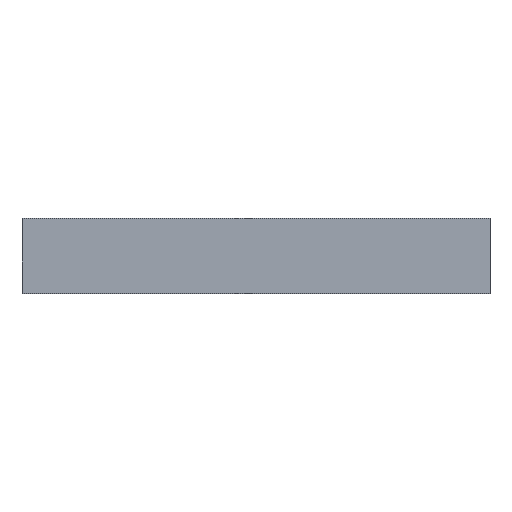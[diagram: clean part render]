
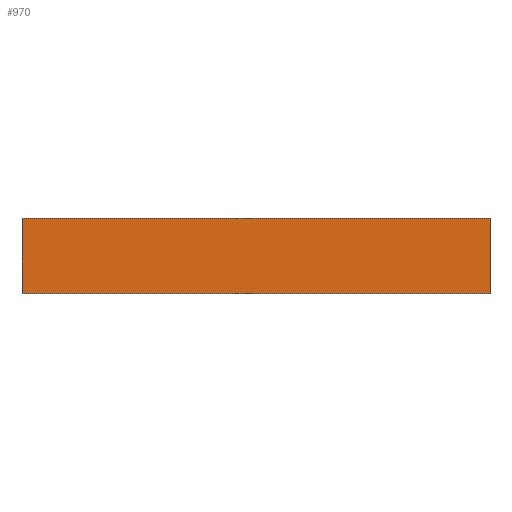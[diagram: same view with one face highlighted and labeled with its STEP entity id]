
A CAD part, top view. The second image highlights one B-rep face of the part: STEP entity #970.
In plain terms, the highlighted planar face has unit normal (0, 0, 1).
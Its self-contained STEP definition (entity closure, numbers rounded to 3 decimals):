
#25 = CARTESIAN_POINT ( 'NONE',  ( 200., 0., 0. ) ) ;
#28 = CARTESIAN_POINT ( 'NONE',  ( 0., 32., 0. ) ) ;
#105 = CARTESIAN_POINT ( 'NONE',  ( 0., 0., 0. ) ) ;
#185 = DIRECTION ( 'NONE',  ( 0., -1., 0. ) ) ;
#246 = EDGE_CURVE ( 'NONE', #465, #719, #1030, .T. ) ;
#292 = VECTOR ( 'NONE', #741, 1000. ) ;
#335 = DIRECTION ( 'NONE',  ( 0., 0., -1. ) ) ;
#422 = DIRECTION ( 'NONE',  ( 0., 1., 0. ) ) ;
#465 = VERTEX_POINT ( 'NONE', #538 ) ;
#489 = VECTOR ( 'NONE', #715, 1000. ) ;
#522 = EDGE_CURVE ( 'NONE', #627, #1054, #858, .T. ) ;
#525 = AXIS2_PLACEMENT_3D ( 'NONE', #954, #335, #422 ) ;
#538 = CARTESIAN_POINT ( 'NONE',  ( 200., 32., 0. ) ) ;
#572 = EDGE_CURVE ( 'NONE', #719, #1054, #1063, .T. ) ;
#591 = ORIENTED_EDGE ( 'NONE', *, *, #522, .F. ) ;
#627 = VERTEX_POINT ( 'NONE', #974 ) ;
#634 = FACE_OUTER_BOUND ( 'NONE', #654, .T. ) ;
#638 = ORIENTED_EDGE ( 'NONE', *, *, #572, .T. ) ;
#651 = CARTESIAN_POINT ( 'NONE',  ( 200., 0., 0. ) ) ;
#654 = EDGE_LOOP ( 'NONE', ( #638, #591, #796, #1050 ) ) ;
#668 = EDGE_CURVE ( 'NONE', #465, #627, #1128, .T. ) ;
#691 = DIRECTION ( 'NONE',  ( -1., 0., 0. ) ) ;
#715 = DIRECTION ( 'NONE',  ( -1., 0., 0. ) ) ;
#719 = VERTEX_POINT ( 'NONE', #28 ) ;
#741 = DIRECTION ( 'NONE',  ( 0., -1., 0. ) ) ;
#796 = ORIENTED_EDGE ( 'NONE', *, *, #668, .F. ) ;
#833 = VECTOR ( 'NONE', #185, 1000. ) ;
#858 = LINE ( 'NONE', #25, #489 ) ;
#869 = PLANE ( 'NONE',  #525 ) ;
#884 = CARTESIAN_POINT ( 'NONE',  ( 0., 0., 0. ) ) ;
#925 = VECTOR ( 'NONE', #691, 1000. ) ;
#954 = CARTESIAN_POINT ( 'NONE',  ( 200., 0., 0. ) ) ;
#970 = ADVANCED_FACE ( 'NONE', ( #634 ), #869, .F. ) ;
#974 = CARTESIAN_POINT ( 'NONE',  ( 200., 0., 0. ) ) ;
#1030 = LINE ( 'NONE', #1118, #925 ) ;
#1050 = ORIENTED_EDGE ( 'NONE', *, *, #246, .T. ) ;
#1054 = VERTEX_POINT ( 'NONE', #884 ) ;
#1063 = LINE ( 'NONE', #105, #833 ) ;
#1118 = CARTESIAN_POINT ( 'NONE',  ( 200., 32., 0. ) ) ;
#1128 = LINE ( 'NONE', #651, #292 ) ;
